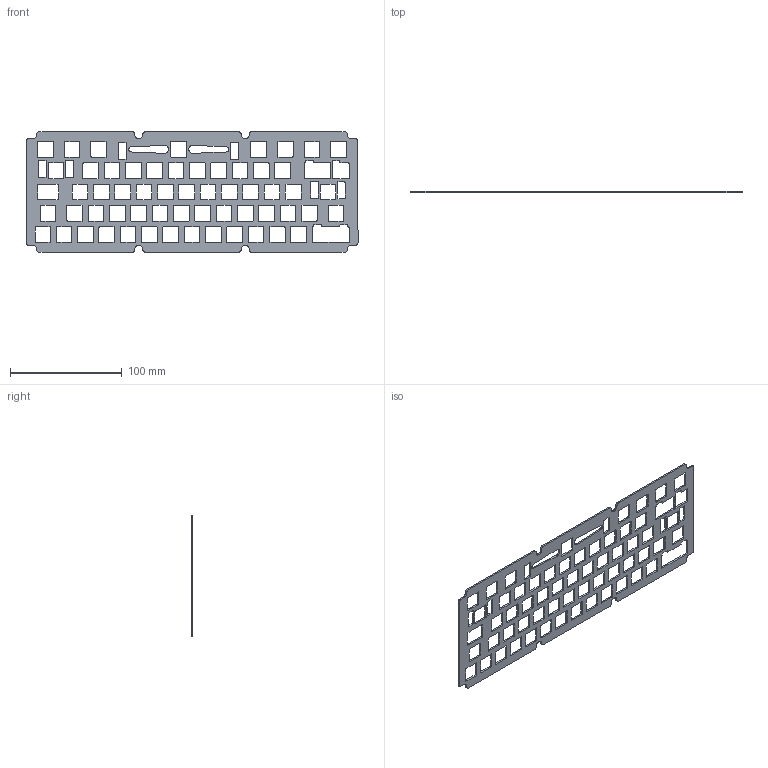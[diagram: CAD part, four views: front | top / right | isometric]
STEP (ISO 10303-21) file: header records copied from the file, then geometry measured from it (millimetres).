
FILE_DESCRIPTION (( 'STEP AP214' ), '1' );
FILE_NAME ('Plate ANSI1.3 NO CUT.STEP', '2022-05-24T14:47:35', ( '' ), ( '' ), 'SwSTEP 2.0', 'SolidWorks 2018', '' );
FILE_SCHEMA (( 'AUTOMOTIVE_DESIGN' ));
Length unit declared in the file: millimetre
Products named in the file (1): Plate ANSI1.3 NO CUT
Bounding box: 296.7 x 1.5 x 107.7 mm (x, y, z)
Volume: 26756.4 mm3; surface area: 42791.4 mm2
Topology: 1 solids, 1 shells, 627 faces, 1875 edges, 1250 vertices
Faces by surface type: plane 318, cylinder 309
Entity records: 21581 total; most frequent: CARTESIAN_POINT 3753, ORIENTED_EDGE 3750, DIRECTION 3749, EDGE_CURVE 1875, VECTOR 1257, LINE 1257, VERTEX_POINT 1250, AXIS2_PLACEMENT_3D 1246
